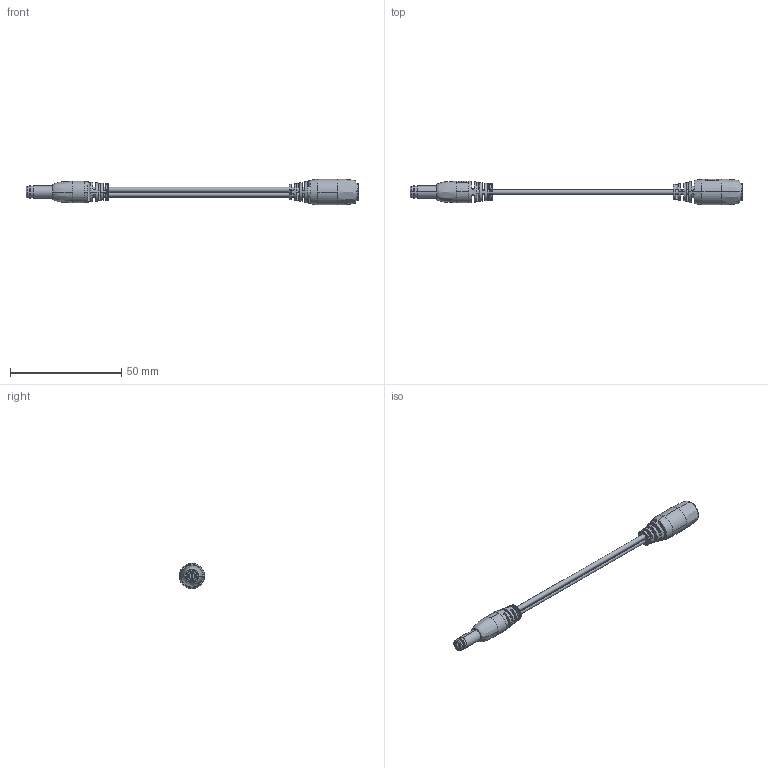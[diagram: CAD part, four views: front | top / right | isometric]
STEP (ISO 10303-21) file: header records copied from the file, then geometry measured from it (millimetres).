
FILE_DESCRIPTION (( 'STEP AP214' ), '1' );
FILE_NAME ('10-01781_revA1.STEP', '2016-04-07T00:03:41', ( 'Joel' ), ( 'Microsoft' ), 'SwSTEP 2.0', 'SolidWorks 2015', '' );
FILE_SCHEMA (( 'AUTOMOTIVE_DESIGN' ));
Length unit declared in the file: millimetre
Products named in the file (13): 50-00027; 50-00027 contact; 50-00027 pin; 50-00027 insulator; 50-00027 shell; 50-00026; 50-00026 insulator; 50-00026 contact; 50-00026 shell; 30-00415_blunt cut; 24-00004; 24-00003; 10-01781_revA1
Assembly tree (12 placements, depth 3):
  10-01781_revA1
    24-00003
    24-00004
    30-00415_blunt cut
    50-00026
      50-00026 shell
      50-00026 contact
      50-00026 insulator
    50-00027
      50-00027 shell
      50-00027 insulator
      50-00027 pin
      50-00027 contact
Bounding box: 149.26 x 11.4 x 11.4 mm (x, y, z)
Volume: 4580.9 mm3; surface area: 13663.6 mm2
Topology: 99 solids, 99 shells, 967 faces, 2138 edges, 1376 vertices
Faces by surface type: plane 337, cylinder 331, bspline 197, torus 61, cone 41
Entity records: 39735 total; most frequent: CARTESIAN_POINT 12390, ORIENTED_EDGE 4272, DIRECTION 4002, EDGE_CURVE 2136, AXIS2_PLACEMENT_3D 1708, VERTEX_POINT 1376, EDGE_LOOP 1014, ADVANCED_FACE 967
